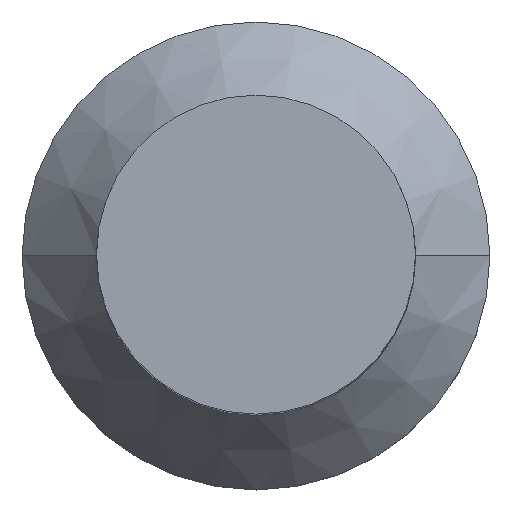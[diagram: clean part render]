
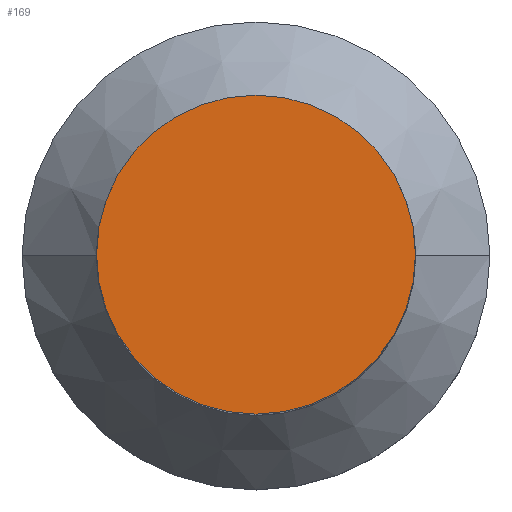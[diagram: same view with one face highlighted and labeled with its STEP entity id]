
A CAD part, top view. The second image highlights one B-rep face of the part: STEP entity #169.
In plain terms, the highlighted planar face has unit normal (0, 0, 1).
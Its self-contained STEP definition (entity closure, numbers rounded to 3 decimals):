
#85=FACE_OUTER_BOUND('',#228,.T.);
#169=ADVANCED_FACE('',(#85),#185,.F.);
#185=PLANE('',#551);
#228=EDGE_LOOP('',(#305,#306));
#305=ORIENTED_EDGE('',*,*,#450,.F.);
#306=ORIENTED_EDGE('',*,*,#453,.T.);
#399=VERTEX_POINT('',#1134);
#400=VERTEX_POINT('',#1135);
#450=EDGE_CURVE('',#399,#400,#496,.T.);
#453=EDGE_CURVE('',#399,#400,#497,.T.);
#496=CIRCLE('',#547,1.5);
#497=CIRCLE('',#549,1.5);
#547=AXIS2_PLACEMENT_3D('',#1133,#632,#633);
#549=AXIS2_PLACEMENT_3D('',#1139,#638,#639);
#551=AXIS2_PLACEMENT_3D('',#1141,#642,#643);
#632=DIRECTION('',(0.,0.,-1.));
#633=DIRECTION('',(1.,0.,0.));
#638=DIRECTION('',(0.,0.,1.));
#639=DIRECTION('',(1.,0.,0.));
#642=DIRECTION('',(0.,0.,-1.));
#643=DIRECTION('',(-1.,0.,0.));
#1133=CARTESIAN_POINT('',(0.,0.,8.));
#1134=CARTESIAN_POINT('',(1.5,0.,8.));
#1135=CARTESIAN_POINT('',(-1.5,0.,8.));
#1139=CARTESIAN_POINT('',(0.,0.,8.));
#1141=CARTESIAN_POINT('',(0.,0.,8.));
